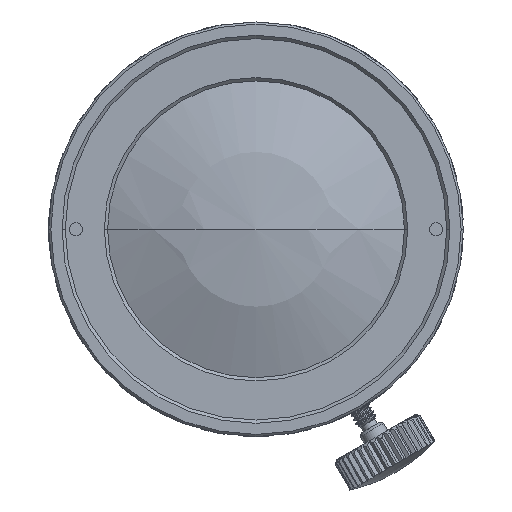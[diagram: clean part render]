
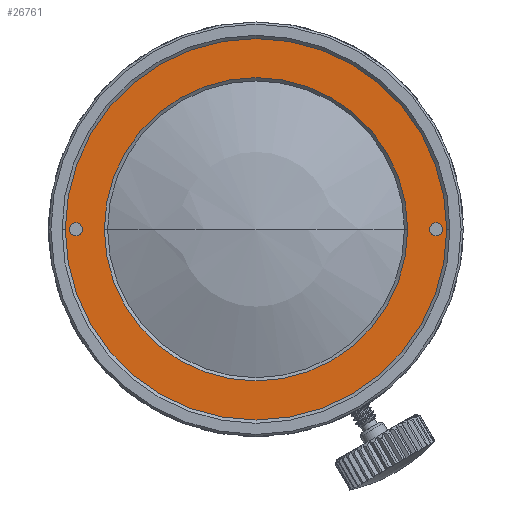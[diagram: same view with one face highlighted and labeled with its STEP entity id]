
A CAD part, left-side view. The second image highlights one B-rep face of the part: STEP entity #26761.
In plain terms, the highlighted planar face has unit normal (-1, 0, 0).
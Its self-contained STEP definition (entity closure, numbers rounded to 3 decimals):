
#26716 = VERTEX_POINT('',#26717);
#26717 = CARTESIAN_POINT('',(-76.188,-17.85,0.));
#26725 = VERTEX_POINT('',#26726);
#26726 = CARTESIAN_POINT('',(-76.188,17.85,0.));
#26732 = EDGE_CURVE('',#26716,#26725,#26733,.T.);
#26733 = CIRCLE('',#26734,17.85);
#26734 = AXIS2_PLACEMENT_3D('',#26735,#26736,#26737);
#26735 = CARTESIAN_POINT('',(-76.188,0.,0.));
#26736 = DIRECTION('',(1.,0.,0.));
#26737 = DIRECTION('',(0.,-1.,0.));
#26748 = EDGE_CURVE('',#26725,#26716,#26749,.T.);
#26749 = CIRCLE('',#26750,17.85);
#26750 = AXIS2_PLACEMENT_3D('',#26751,#26752,#26753);
#26751 = CARTESIAN_POINT('',(-76.188,0.,0.));
#26752 = DIRECTION('',(1.,0.,0.));
#26753 = DIRECTION('',(-0.,1.,0.));
#26761 = ADVANCED_FACE('',(#26762,#26766,#26786,#26806),#26826,.F.);
#26762 = FACE_BOUND('',#26763,.F.);
#26763 = EDGE_LOOP('',(#26764,#26765));
#26764 = ORIENTED_EDGE('',*,*,#26748,.T.);
#26765 = ORIENTED_EDGE('',*,*,#26732,.T.);
#26766 = FACE_BOUND('',#26767,.F.);
#26767 = EDGE_LOOP('',(#26768,#26779));
#26768 = ORIENTED_EDGE('',*,*,#26769,.T.);
#26769 = EDGE_CURVE('',#26770,#26772,#26774,.T.);
#26770 = VERTEX_POINT('',#26771);
#26771 = CARTESIAN_POINT('',(-76.188,13.9,0.));
#26772 = VERTEX_POINT('',#26773);
#26773 = CARTESIAN_POINT('',(-76.188,-13.9,0.));
#26774 = CIRCLE('',#26775,13.9);
#26775 = AXIS2_PLACEMENT_3D('',#26776,#26777,#26778);
#26776 = CARTESIAN_POINT('',(-76.188,0.,0.));
#26777 = DIRECTION('',(-1.,0.,0.));
#26778 = DIRECTION('',(0.,1.,0.));
#26779 = ORIENTED_EDGE('',*,*,#26780,.T.);
#26780 = EDGE_CURVE('',#26772,#26770,#26781,.T.);
#26781 = CIRCLE('',#26782,13.9);
#26782 = AXIS2_PLACEMENT_3D('',#26783,#26784,#26785);
#26783 = CARTESIAN_POINT('',(-76.188,0.,0.));
#26784 = DIRECTION('',(-1.,0.,0.));
#26785 = DIRECTION('',(0.,-1.,0.));
#26786 = FACE_BOUND('',#26787,.F.);
#26787 = EDGE_LOOP('',(#26788,#26799));
#26788 = ORIENTED_EDGE('',*,*,#26789,.T.);
#26789 = EDGE_CURVE('',#26790,#26792,#26794,.T.);
#26790 = VERTEX_POINT('',#26791);
#26791 = CARTESIAN_POINT('',(-76.188,-16.5,-0.6));
#26792 = VERTEX_POINT('',#26793);
#26793 = CARTESIAN_POINT('',(-76.188,-16.5,0.6));
#26794 = CIRCLE('',#26795,0.6);
#26795 = AXIS2_PLACEMENT_3D('',#26796,#26797,#26798);
#26796 = CARTESIAN_POINT('',(-76.188,-16.5,0.));
#26797 = DIRECTION('',(-1.,0.,0.));
#26798 = DIRECTION('',(-0.,0.,-1.));
#26799 = ORIENTED_EDGE('',*,*,#26800,.T.);
#26800 = EDGE_CURVE('',#26792,#26790,#26801,.T.);
#26801 = CIRCLE('',#26802,0.6);
#26802 = AXIS2_PLACEMENT_3D('',#26803,#26804,#26805);
#26803 = CARTESIAN_POINT('',(-76.188,-16.5,0.));
#26804 = DIRECTION('',(-1.,0.,0.));
#26805 = DIRECTION('',(0.,0.,1.));
#26806 = FACE_BOUND('',#26807,.F.);
#26807 = EDGE_LOOP('',(#26808,#26819));
#26808 = ORIENTED_EDGE('',*,*,#26809,.T.);
#26809 = EDGE_CURVE('',#26810,#26812,#26814,.T.);
#26810 = VERTEX_POINT('',#26811);
#26811 = CARTESIAN_POINT('',(-76.188,16.5,-0.6));
#26812 = VERTEX_POINT('',#26813);
#26813 = CARTESIAN_POINT('',(-76.188,16.5,0.6));
#26814 = CIRCLE('',#26815,0.6);
#26815 = AXIS2_PLACEMENT_3D('',#26816,#26817,#26818);
#26816 = CARTESIAN_POINT('',(-76.188,16.5,0.));
#26817 = DIRECTION('',(-1.,0.,0.));
#26818 = DIRECTION('',(0.,0.,-1.));
#26819 = ORIENTED_EDGE('',*,*,#26820,.T.);
#26820 = EDGE_CURVE('',#26812,#26810,#26821,.T.);
#26821 = CIRCLE('',#26822,0.6);
#26822 = AXIS2_PLACEMENT_3D('',#26823,#26824,#26825);
#26823 = CARTESIAN_POINT('',(-76.188,16.5,0.));
#26824 = DIRECTION('',(-1.,0.,0.));
#26825 = DIRECTION('',(0.,0.,1.));
#26826 = PLANE('',#26827);
#26827 = AXIS2_PLACEMENT_3D('',#26828,#26829,#26830);
#26828 = CARTESIAN_POINT('',(-76.188,0.,0.));
#26829 = DIRECTION('',(1.,0.,0.));
#26830 = DIRECTION('',(0.,-1.,0.));
